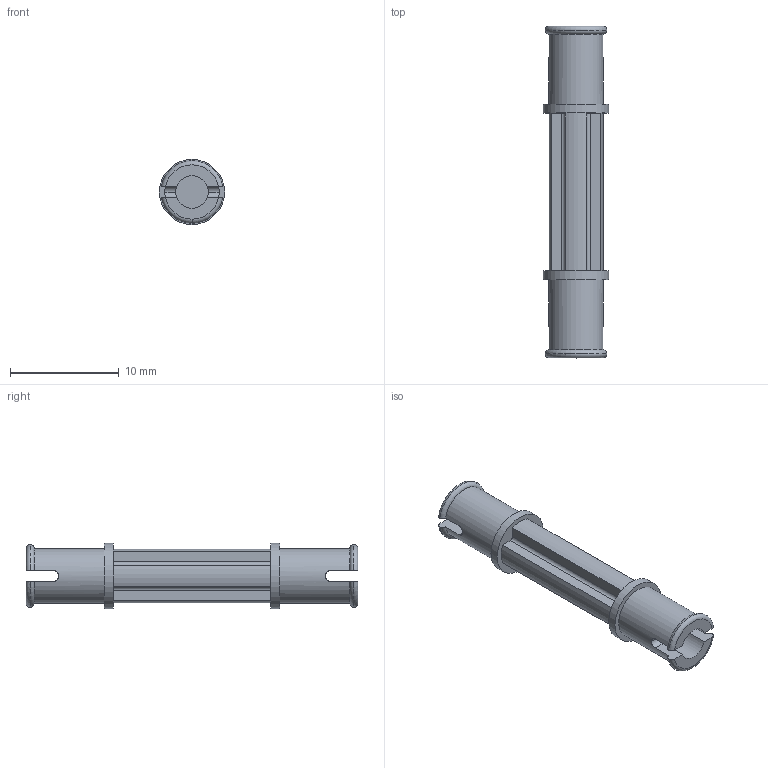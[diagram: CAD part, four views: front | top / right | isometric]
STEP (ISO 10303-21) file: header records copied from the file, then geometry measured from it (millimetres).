
FILE_DESCRIPTION(('HOOPS Exchange Step'),'2;1');
FILE_NAME('temp_export.step','2020-09-15T23:17:32+02:00',('mobile'),('Shapr3D Limited'),'HOOPS Exchange 2020.2','Shapr3D','Authorized');
FILE_SCHEMA( ('AP203_CONFIGURATION_CONTROLLED_3D_DESIGN_OF_MECHANICAL_PARTS_AND_ASSEMBLIES_MIM_LF') );
Length unit declared in the file: millimetre
Products named in the file (1): PartBody
Bounding box: 6 x 30.53 x 6 mm (x, y, z)
Volume: 435.3 mm3; surface area: 768 mm2
Topology: 1 solids, 1 shells, 61 faces, 167 edges, 112 vertices
Faces by surface type: plane 26, cylinder 23, torus 12
Full cylindrical faces by diameter (mm): 3 x2, 5 x2, 6 x2
Entity records: 2541 total; most frequent: CARTESIAN_POINT 965, ORIENTED_EDGE 334, DIRECTION 319, EDGE_CURVE 167, AXIS2_PLACEMENT_3D 122, VERTEX_POINT 112, VECTOR 75, LINE 75
